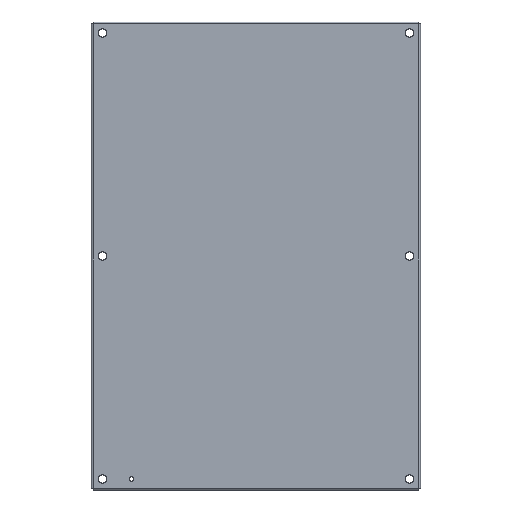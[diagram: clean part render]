
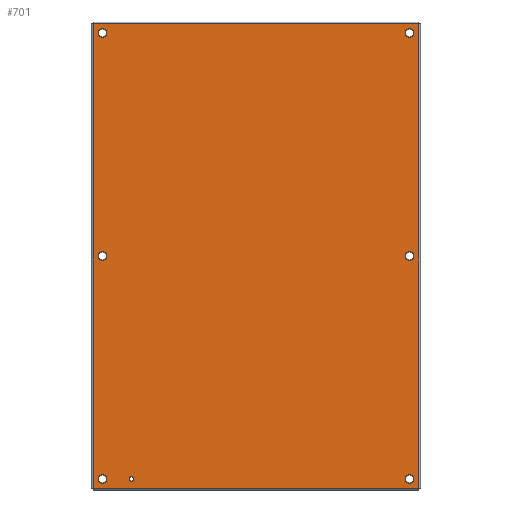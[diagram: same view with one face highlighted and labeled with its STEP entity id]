
A CAD part, top view. The second image highlights one B-rep face of the part: STEP entity #701.
In plain terms, the highlighted planar face has unit normal (0, 0, 1).
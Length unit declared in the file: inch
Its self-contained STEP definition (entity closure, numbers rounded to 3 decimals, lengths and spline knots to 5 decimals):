
#21=FACE_BOUND($,#168,.T.);
#22=FACE_BOUND($,#169,.T.);
#23=FACE_BOUND($,#170,.T.);
#24=FACE_BOUND($,#171,.T.);
#25=FACE_BOUND($,#172,.T.);
#26=FACE_BOUND($,#173,.T.);
#27=FACE_BOUND($,#174,.T.);
#42=CIRCLE($,#749,0.2815);
#43=CIRCLE($,#750,0.2815);
#44=CIRCLE($,#751,0.156);
#45=CIRCLE($,#752,0.2815);
#46=CIRCLE($,#753,0.2815);
#47=CIRCLE($,#754,0.2815);
#48=CIRCLE($,#755,0.2815);
#78=PLANE($,#748);
#115=FACE_OUTER_BOUND($,#167,.T.);
#167=EDGE_LOOP($,(#624,#625,#626,#627));
#168=EDGE_LOOP($,(#628));
#169=EDGE_LOOP($,(#629));
#170=EDGE_LOOP($,(#630));
#171=EDGE_LOOP($,(#631));
#172=EDGE_LOOP($,(#632));
#173=EDGE_LOOP($,(#633));
#174=EDGE_LOOP($,(#634));
#206=LINE($,#941,#266);
#222=LINE($,#1043,#282);
#237=LINE($,#1143,#297);
#252=LINE($,#1242,#312);
#266=VECTOR($,#768,22.2895);
#282=VECTOR($,#798,31.7895);
#297=VECTOR($,#827,31.7895);
#312=VECTOR($,#856,22.2895);
#327=VERTEX_POINT($,#932);
#328=VERTEX_POINT($,#940);
#339=VERTEX_POINT($,#1042);
#349=VERTEX_POINT($,#1135);
#372=VERTEX_POINT($,#1344);
#373=VERTEX_POINT($,#1346);
#374=VERTEX_POINT($,#1348);
#375=VERTEX_POINT($,#1350);
#376=VERTEX_POINT($,#1352);
#377=VERTEX_POINT($,#1354);
#378=VERTEX_POINT($,#1356);
#381=EDGE_CURVE($,#328,#327,#206,.T.);
#401=EDGE_CURVE($,#339,#328,#222,.T.);
#420=EDGE_CURVE($,#327,#349,#237,.T.);
#439=EDGE_CURVE($,#349,#339,#252,.T.);
#462=EDGE_CURVE($,#372,#372,#42,.T.);
#463=EDGE_CURVE($,#373,#373,#43,.T.);
#464=EDGE_CURVE($,#374,#374,#44,.T.);
#465=EDGE_CURVE($,#375,#375,#45,.T.);
#466=EDGE_CURVE($,#376,#376,#46,.T.);
#467=EDGE_CURVE($,#377,#377,#47,.T.);
#468=EDGE_CURVE($,#378,#378,#48,.T.);
#624=ORIENTED_EDGE($,*,*,#381,.T.);
#625=ORIENTED_EDGE($,*,*,#420,.T.);
#626=ORIENTED_EDGE($,*,*,#439,.T.);
#627=ORIENTED_EDGE($,*,*,#401,.T.);
#628=ORIENTED_EDGE($,*,*,#462,.T.);
#629=ORIENTED_EDGE($,*,*,#463,.T.);
#630=ORIENTED_EDGE($,*,*,#464,.T.);
#631=ORIENTED_EDGE($,*,*,#465,.T.);
#632=ORIENTED_EDGE($,*,*,#466,.T.);
#633=ORIENTED_EDGE($,*,*,#467,.T.);
#634=ORIENTED_EDGE($,*,*,#468,.T.);
#701=ADVANCED_FACE($,(#115,#21,#22,#23,#24,#25,#26,#27),#78,.T.);
#748=AXIS2_PLACEMENT_3D($,#1343,#897,#898);
#749=AXIS2_PLACEMENT_3D($,#1345,#899,#900);
#750=AXIS2_PLACEMENT_3D($,#1347,#901,#902);
#751=AXIS2_PLACEMENT_3D($,#1349,#903,#904);
#752=AXIS2_PLACEMENT_3D($,#1351,#905,#906);
#753=AXIS2_PLACEMENT_3D($,#1353,#907,#908);
#754=AXIS2_PLACEMENT_3D($,#1355,#909,#910);
#755=AXIS2_PLACEMENT_3D($,#1357,#911,#912);
#768=DIRECTION($,(1.,0.,0.));
#798=DIRECTION($,(0.,-1.,0.));
#827=DIRECTION($,(0.,1.,0.));
#856=DIRECTION($,(-1.,0.,0.));
#897=DIRECTION('center_axis',(0.,0.,1.));
#898=DIRECTION('ref_axis',(1.,0.,0.));
#899=DIRECTION('center_axis',(0.,0.,-1.));
#900=DIRECTION('ref_axis',(1.,0.,0.));
#901=DIRECTION('center_axis',(0.,0.,-1.));
#902=DIRECTION('ref_axis',(1.,0.,0.));
#903=DIRECTION('center_axis',(0.,0.,-1.));
#904=DIRECTION('ref_axis',(1.,0.,0.));
#905=DIRECTION('center_axis',(0.,0.,-1.));
#906=DIRECTION('ref_axis',(1.,0.,0.));
#907=DIRECTION('center_axis',(0.,0.,-1.));
#908=DIRECTION('ref_axis',(1.,0.,0.));
#909=DIRECTION('center_axis',(0.,0.,-1.));
#910=DIRECTION('ref_axis',(1.,0.,0.));
#911=DIRECTION('center_axis',(0.,0.,-1.));
#912=DIRECTION('ref_axis',(1.,0.,0.));
#932=CARTESIAN_POINT('',(22.39475,0.10525,0.074));
#940=CARTESIAN_POINT('',(0.10525,0.10525,0.074));
#941=CARTESIAN_POINT($,(5.67763,0.10525,0.074));
#1042=CARTESIAN_POINT('',(0.10525,31.89475,0.074));
#1043=CARTESIAN_POINT($,(0.10525,23.94738,0.074));
#1135=CARTESIAN_POINT('',(22.39475,31.89475,0.074));
#1143=CARTESIAN_POINT($,(22.39475,8.05263,0.074));
#1242=CARTESIAN_POINT($,(16.82238,31.89475,0.074));
#1343=CARTESIAN_POINT('Origin',(11.25,16.,0.074));
#1344=CARTESIAN_POINT('',(22.0315,16.,0.074));
#1345=CARTESIAN_POINT('Origin',(21.75,16.,0.074));
#1346=CARTESIAN_POINT('',(1.0315,16.,0.074));
#1347=CARTESIAN_POINT('Origin',(0.75,16.,0.074));
#1348=CARTESIAN_POINT('',(2.906,0.75,0.074));
#1349=CARTESIAN_POINT('Origin',(2.75,0.75,0.074));
#1350=CARTESIAN_POINT('',(22.0315,0.75,0.074));
#1351=CARTESIAN_POINT('Origin',(21.75,0.75,0.074));
#1352=CARTESIAN_POINT('',(1.0315,0.75,0.074));
#1353=CARTESIAN_POINT('Origin',(0.75,0.75,0.074));
#1354=CARTESIAN_POINT('',(22.0315,31.25,0.074));
#1355=CARTESIAN_POINT('Origin',(21.75,31.25,0.074));
#1356=CARTESIAN_POINT('',(1.0315,31.25,0.074));
#1357=CARTESIAN_POINT('Origin',(0.75,31.25,0.074));
